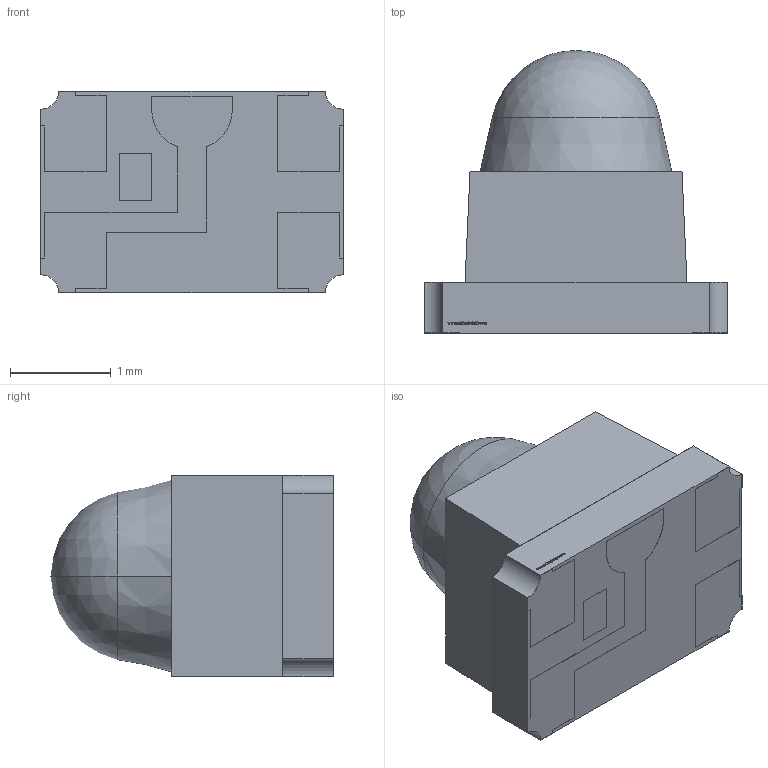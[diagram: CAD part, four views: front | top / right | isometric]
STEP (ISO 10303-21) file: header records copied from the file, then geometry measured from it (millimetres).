
FILE_DESCRIPTION (( 'STEP AP214' ), '1' );
FILE_NAME ('APBDA3020.STEP', '2008-09-03T20:10:05', ( '' ), ( '' ), 'SwSTEP 2.0', 'SolidWorks 2008', '' );
FILE_SCHEMA (( 'AUTOMOTIVE_DESIGN' ));
Length unit declared in the file: millimetre
Products named in the file (1): APBDA3020
Bounding box: 3 x 2.8 x 2 mm (x, y, z)
Volume: 9.9 mm3; surface area: 45.6 mm2
Topology: 9 solids, 9 shells, 395 faces, 1041 edges, 693 vertices
Faces by surface type: plane 257, bspline 120, cylinder 14, sphere 2, cone 2
Entity records: 21897 total; most frequent: CARTESIAN_POINT 8570, ORIENTED_EDGE 2082, DIRECTION 1389, EDGE_CURVE 1041, VECTOR 765, LINE 765, VERTEX_POINT 693, EDGE_LOOP 424
